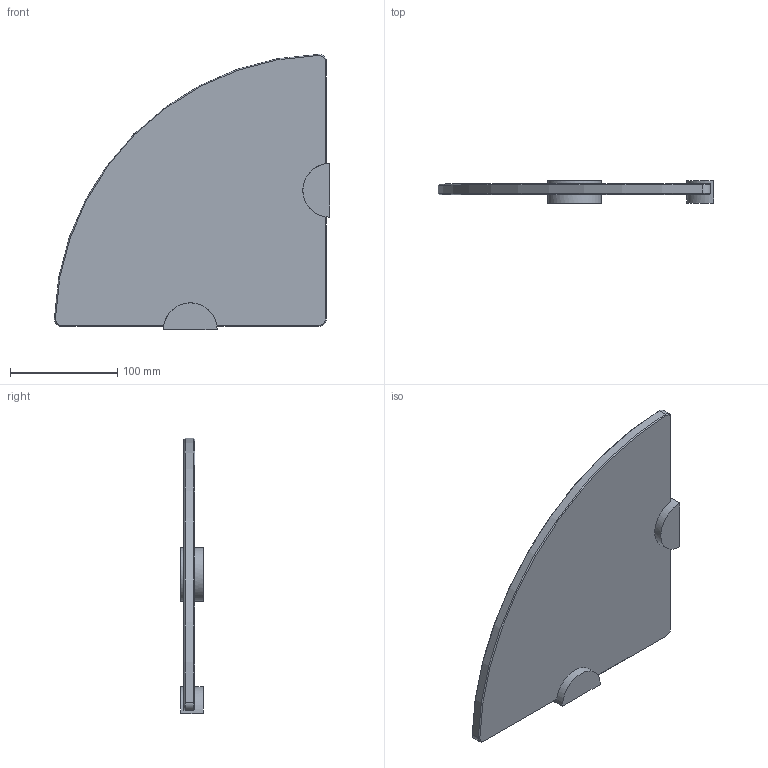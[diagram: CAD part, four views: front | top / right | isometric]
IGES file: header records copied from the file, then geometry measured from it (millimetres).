
Start section:  PTC IGES file: 0218ct-10-10.igs
Global section: file name: 0218ct-10-10.igs; native system: Creo Parametric by PTC Inc.; preprocessor: 2018400; author: jinson.thomas; organization: Unknown; date: 20220125.120608; units: inch
Bounding box: 256.89 x 21.01 x 256.89 mm (x, y, z)
Volume: 530468.9 mm3; surface area: 113205.5 mm2
Topology: 1 solids, 1 shells, 36 faces, 88 edges, 52 vertices
Faces by surface type: bspline 22, revolution 14
